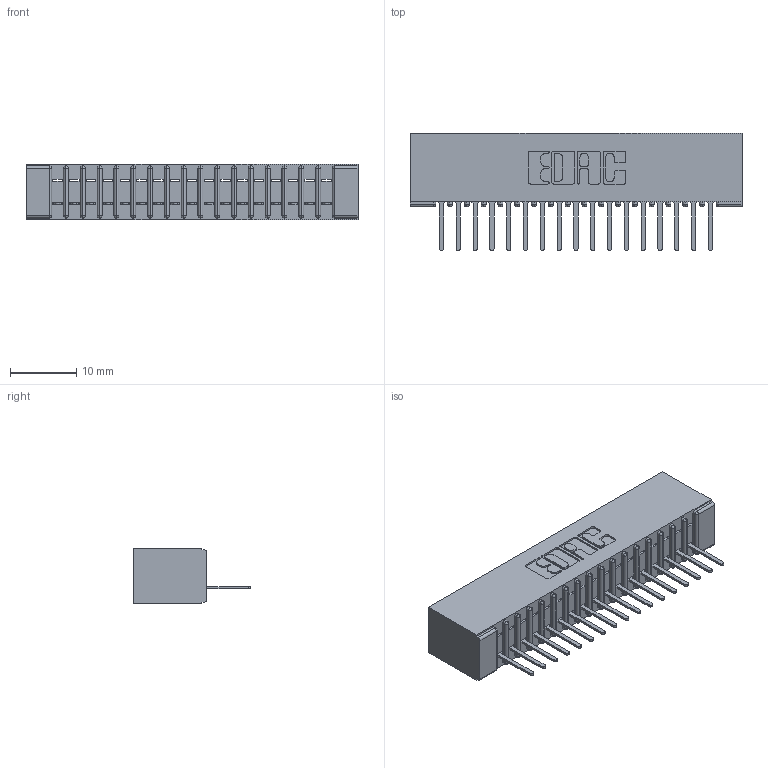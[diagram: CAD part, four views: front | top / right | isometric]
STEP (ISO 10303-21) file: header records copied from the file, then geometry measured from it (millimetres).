
FILE_DESCRIPTION (( 'STEP AP203' ), '1' );
FILE_NAME ('341-017-521-101.STEP', '2018-08-06T15:57:00', ( '' ), ( '' ), 'SwSTEP 2.0', 'SolidWorks 2016', '' );
FILE_SCHEMA (( 'CONFIG_CONTROL_DESIGN' ));
Length unit declared in the file: inch
Products named in the file (3): 341 Part_No Mounting Lugs; 341-292-001_341-292-121; 341-017-521-101
Assembly tree (18 placements, depth 2):
  341-017-521-101
    341 Part_No Mounting Lugs
    341-292-001_341-292-121  x17
Bounding box: 50.16 x 17.7 x 8.38 mm (x, y, z)
Volume: 2889.6 mm3; surface area: 5648.6 mm2
Topology: 18 solids, 18 shells, 1502 faces, 4321 edges, 2774 vertices
Faces by surface type: plane 931, cylinder 503, sphere 36, torus 32
Entity records: 23082 total; most frequent: CARTESIAN_POINT 3910, ORIENTED_EDGE 3898, DIRECTION 3793, EDGE_CURVE 1949, LINE 1551, VECTOR 1551, VERTEX_POINT 1238, AXIS2_PLACEMENT_3D 1121
